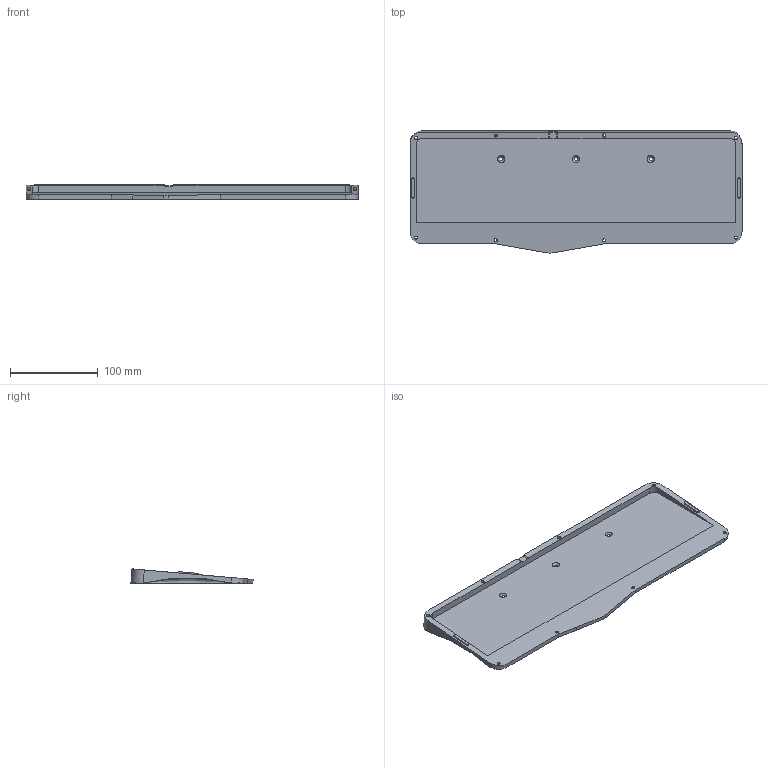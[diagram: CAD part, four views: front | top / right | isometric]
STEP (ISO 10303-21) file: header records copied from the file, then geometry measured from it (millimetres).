
FILE_DESCRIPTION(/* description */ (''),/* implementation_level */ '2;1');
FILE_NAME(/* name */ 'bottom.step',/* time_stamp */ '2020-05-08T10:16:29-07:00',/* author */ (''),/* organization */ (''),/* preprocessor_version */ 'ST-DEVELOPER v18.1',/* originating_system */ 'Autodesk Translation Framework v9.2.0.1227',/* authorisation */ '');
FILE_SCHEMA (('AUTOMOTIVE_DESIGN { 1 0 10303 214 3 1 1 }'));
Length unit declared in the file: millimetre
Products named in the file (1): bottom
Bounding box: 378.99 x 139.62 x 16.25 mm (x, y, z)
Volume: 306632.1 mm3; surface area: 117289.5 mm2
Topology: 1 solids, 1 shells, 86 faces, 216 edges, 143 vertices
Faces by surface type: cylinder 40, plane 39, cone 5, bspline 2
Full cylindrical faces by diameter (mm): 3.5 x7, 4 x4, 5.6 x8, 8 x4
Entity records: 2689 total; most frequent: DIRECTION 483, CARTESIAN_POINT 462, ORIENTED_EDGE 424, EDGE_CURVE 212, AXIS2_PLACEMENT_3D 188, VERTEX_POINT 143, EDGE_LOOP 123, LINE 107
